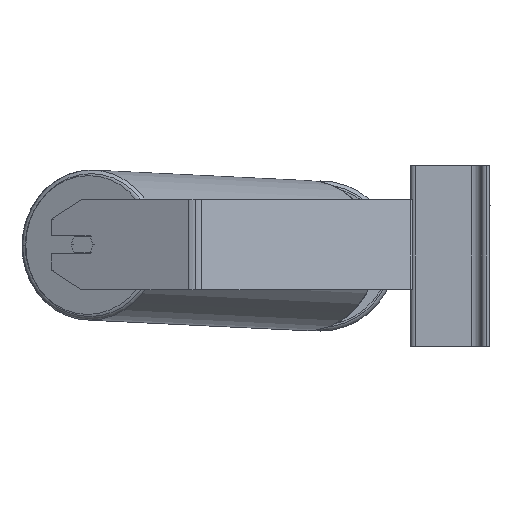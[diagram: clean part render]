
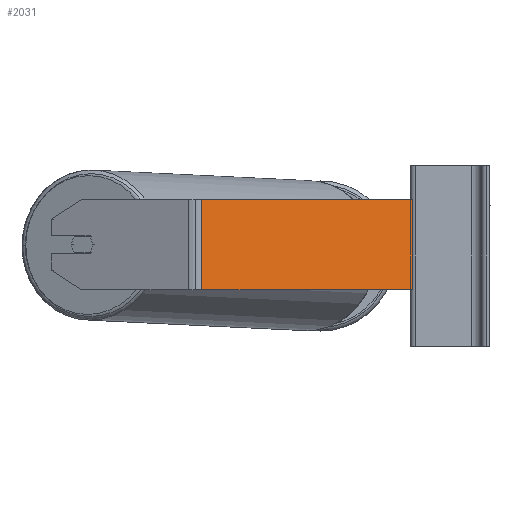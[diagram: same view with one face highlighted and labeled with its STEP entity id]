
A CAD part, left-side view. The second image highlights one B-rep face of the part: STEP entity #2031.
In plain terms, the highlighted planar face has unit normal (-0.94, -0.342, 0).
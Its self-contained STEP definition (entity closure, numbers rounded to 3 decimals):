
#485 = CARTESIAN_POINT ( 'NONE',  ( -757.739, 208.88, 50. ) ) ;
#533 = LINE ( 'NONE', #485, #4554 ) ;
#817 = EDGE_CURVE ( 'NONE', #7887, #6504, #8805, .T. ) ;
#1213 = FACE_OUTER_BOUND ( 'NONE', #3216, .T. ) ;
#1226 = ORIENTED_EDGE ( 'NONE', *, *, #5675, .F. ) ;
#2031 = ADVANCED_FACE ( 'NONE', ( #1213 ), #4566, .F. ) ;
#2037 = DIRECTION ( 'NONE',  ( 0., 0., -1. ) ) ;
#2164 = CARTESIAN_POINT ( 'NONE',  ( -687.518, 15.948, -30. ) ) ;
#2792 = LINE ( 'NONE', #10255, #6979 ) ;
#2894 = DIRECTION ( 'NONE',  ( 0.94, 0.342, 0. ) ) ;
#3046 = VERTEX_POINT ( 'NONE', #6221 ) ;
#3216 = EDGE_LOOP ( 'NONE', ( #5477, #5271, #1226, #3523 ) ) ;
#3309 = VERTEX_POINT ( 'NONE', #4200 ) ;
#3523 = ORIENTED_EDGE ( 'NONE', *, *, #7310, .T. ) ;
#3900 = DIRECTION ( 'NONE',  ( 0.342, -0.94, 0. ) ) ;
#4013 = VECTOR ( 'NONE', #8231, 1000. ) ;
#4200 = CARTESIAN_POINT ( 'NONE',  ( -755.472, 202.652, 50. ) ) ;
#4554 = VECTOR ( 'NONE', #8899, 1000. ) ;
#4566 = PLANE ( 'NONE',  #9299 ) ;
#4604 = VECTOR ( 'NONE', #3900, 1000. ) ;
#4675 = CARTESIAN_POINT ( 'NONE',  ( -757.739, 208.88, 50. ) ) ;
#4821 = EDGE_CURVE ( 'NONE', #3046, #6504, #7340, .T. ) ;
#5271 = ORIENTED_EDGE ( 'NONE', *, *, #4821, .F. ) ;
#5477 = ORIENTED_EDGE ( 'NONE', *, *, #817, .T. ) ;
#5675 = EDGE_CURVE ( 'NONE', #3309, #3046, #533, .T. ) ;
#6221 = CARTESIAN_POINT ( 'NONE',  ( -687.518, 15.948, 50. ) ) ;
#6300 = DIRECTION ( 'NONE',  ( -0.342, 0.94, 0. ) ) ;
#6504 = VERTEX_POINT ( 'NONE', #2164 ) ;
#6677 = CARTESIAN_POINT ( 'NONE',  ( -687.518, 15.948, 50. ) ) ;
#6979 = VECTOR ( 'NONE', #2037, 1000. ) ;
#7310 = EDGE_CURVE ( 'NONE', #3309, #7887, #2792, .T. ) ;
#7340 = LINE ( 'NONE', #6677, #4013 ) ;
#7887 = VERTEX_POINT ( 'NONE', #9480 ) ;
#8007 = CARTESIAN_POINT ( 'NONE',  ( -757.739, 208.88, -30. ) ) ;
#8231 = DIRECTION ( 'NONE',  ( 0., 0., -1. ) ) ;
#8805 = LINE ( 'NONE', #8007, #4604 ) ;
#8899 = DIRECTION ( 'NONE',  ( 0.342, -0.94, 0. ) ) ;
#9299 = AXIS2_PLACEMENT_3D ( 'NONE', #4675, #2894, #6300 ) ;
#9480 = CARTESIAN_POINT ( 'NONE',  ( -755.472, 202.652, -30. ) ) ;
#10255 = CARTESIAN_POINT ( 'NONE',  ( -755.472, 202.652, 50. ) ) ;
